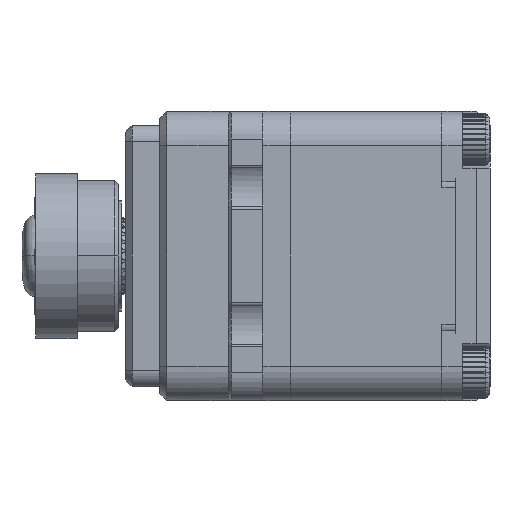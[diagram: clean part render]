
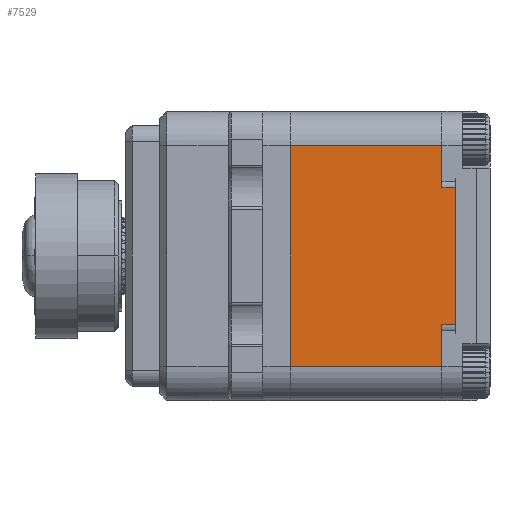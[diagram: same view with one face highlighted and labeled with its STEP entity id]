
A CAD part, left-side view. The second image highlights one B-rep face of the part: STEP entity #7529.
In plain terms, the highlighted planar face has unit normal (-1, 0, 0).
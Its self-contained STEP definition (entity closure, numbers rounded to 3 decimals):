
#5794=DIRECTION('',(0.,-1.,0.));
#5795=VECTOR('',#5794,11.);
#5796=CARTESIAN_POINT('',(-20.5,0.,-8.));
#5797=LINE('',#5796,#5795);
#5831=DIRECTION('',(0.,0.,1.));
#5832=VECTOR('',#5831,3.);
#5833=CARTESIAN_POINT('',(-20.5,-11.,-8.));
#5834=LINE('',#5833,#5832);
#6012=DIRECTION('',(0.,0.,1.));
#6013=VECTOR('',#6012,10.);
#6014=CARTESIAN_POINT('',(-20.5,-12.,-5.));
#6015=LINE('',#6014,#6013);
#6453=DIRECTION('',(0.,0.,1.));
#6454=VECTOR('',#6453,3.);
#6455=CARTESIAN_POINT('',(-20.5,-11.,5.));
#6456=LINE('',#6455,#6454);
#6513=DIRECTION('',(0.,1.,0.));
#6514=VECTOR('',#6513,1.);
#6515=CARTESIAN_POINT('',(-20.5,-12.,5.));
#6516=LINE('',#6515,#6514);
#6520=DIRECTION('',(0.,0.,1.));
#6521=VECTOR('',#6520,16.);
#6522=CARTESIAN_POINT('',(-20.5,0.,-8.));
#6523=LINE('',#6522,#6521);
#6534=DIRECTION('',(0.,-1.,0.));
#6535=VECTOR('',#6534,1.);
#6536=CARTESIAN_POINT('',(-20.5,-11.,-5.));
#6537=LINE('',#6536,#6535);
#6569=DIRECTION('',(0.,1.,0.));
#6570=VECTOR('',#6569,11.);
#6571=CARTESIAN_POINT('',(-20.5,-11.,8.));
#6572=LINE('',#6571,#6570);
#6755=CARTESIAN_POINT('',(-20.5,0.,-8.));
#6757=VERTEX_POINT('',#6755);
#6769=CARTESIAN_POINT('',(-20.5,0.,8.));
#6770=VERTEX_POINT('',#6769);
#6788=CARTESIAN_POINT('',(-20.5,-11.,-8.));
#6790=VERTEX_POINT('',#6788);
#6797=CARTESIAN_POINT('',(-20.5,-11.,-5.));
#6798=VERTEX_POINT('',#6797);
#6839=CARTESIAN_POINT('',(-20.5,-12.,-5.));
#6840=VERTEX_POINT('',#6839);
#6841=CARTESIAN_POINT('',(-20.5,-12.,5.));
#6842=VERTEX_POINT('',#6841);
#6927=CARTESIAN_POINT('',(-20.5,-11.,5.));
#6928=VERTEX_POINT('',#6927);
#6929=CARTESIAN_POINT('',(-20.5,-11.,8.));
#6930=VERTEX_POINT('',#6929);
#7512=CARTESIAN_POINT('',(-20.5,0.,-8.));
#7513=DIRECTION('',(-1.,0.,0.));
#7514=DIRECTION('',(0.,0.,1.));
#7515=AXIS2_PLACEMENT_3D('',#7512,#7513,#7514);
#7516=PLANE('',#7515);
#7518=ORIENTED_EDGE('',*,*,#7517,.F.);
#7519=ORIENTED_EDGE('',*,*,#7022,.F.);
#7520=ORIENTED_EDGE('',*,*,#7005,.F.);
#7521=ORIENTED_EDGE('',*,*,#6966,.T.);
#7523=ORIENTED_EDGE('',*,*,#7522,.F.);
#7524=ORIENTED_EDGE('',*,*,#7472,.F.);
#7525=ORIENTED_EDGE('',*,*,#7506,.F.);
#7526=ORIENTED_EDGE('',*,*,#7101,.F.);
#7527=EDGE_LOOP('',(#7518,#7519,#7520,#7521,#7523,#7524,#7525,#7526));
#7528=FACE_OUTER_BOUND('',#7527,.F.);
#7529=ADVANCED_FACE('',(#7528),#7516,.T.);
#6966=EDGE_CURVE('',#6757,#6770,#6523,.T.);
#7005=EDGE_CURVE('',#6757,#6790,#5797,.T.);
#7022=EDGE_CURVE('',#6790,#6798,#5834,.T.);
#7101=EDGE_CURVE('',#6840,#6842,#6015,.T.);
#7472=EDGE_CURVE('',#6928,#6930,#6456,.T.);
#7506=EDGE_CURVE('',#6842,#6928,#6516,.T.);
#7517=EDGE_CURVE('',#6798,#6840,#6537,.T.);
#7522=EDGE_CURVE('',#6930,#6770,#6572,.T.);
